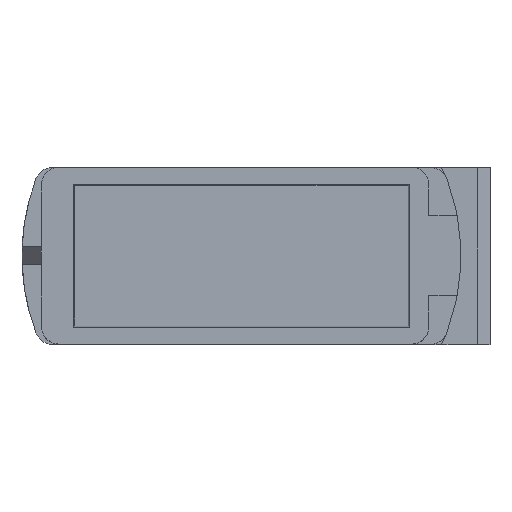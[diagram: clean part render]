
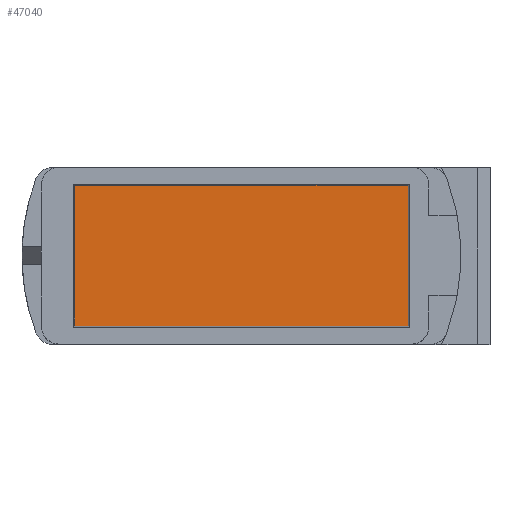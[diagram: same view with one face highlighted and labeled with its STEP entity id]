
A CAD part, top view. The second image highlights one B-rep face of the part: STEP entity #47040.
In plain terms, the highlighted planar face has unit normal (0, 0, 1).
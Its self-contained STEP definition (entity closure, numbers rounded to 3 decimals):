
#18661=DIRECTION('',(0.,-1.,0.));
#18662=VECTOR('',#18661,7.95);
#18663=CARTESIAN_POINT('',(-9.425,3.975,7.15));
#18664=LINE('',#18663,#18662);
#18665=DIRECTION('',(-1.,0.,0.));
#18666=VECTOR('',#18665,18.85);
#18667=CARTESIAN_POINT('',(9.425,3.975,7.15));
#18668=LINE('',#18667,#18666);
#18669=DIRECTION('',(0.,-1.,0.));
#18670=VECTOR('',#18669,7.95);
#18671=CARTESIAN_POINT('',(9.425,3.975,7.15));
#18672=LINE('',#18671,#18670);
#18673=DIRECTION('',(-1.,0.,0.));
#18674=VECTOR('',#18673,18.85);
#18675=CARTESIAN_POINT('',(9.425,-3.975,7.15));
#18676=LINE('',#18675,#18674);
#18771=CARTESIAN_POINT('',(-9.425,3.975,7.15));
#18772=CARTESIAN_POINT('',(-9.425,-3.975,7.15));
#18773=VERTEX_POINT('',#18771);
#18774=VERTEX_POINT('',#18772);
#18775=CARTESIAN_POINT('',(9.425,3.975,7.15));
#18776=CARTESIAN_POINT('',(9.425,-3.975,7.15));
#18777=VERTEX_POINT('',#18775);
#18778=VERTEX_POINT('',#18776);
#47029=CARTESIAN_POINT('',(0.,0.,7.15));
#47030=DIRECTION('',(0.,0.,1.));
#47031=DIRECTION('',(-1.,0.,0.));
#47032=AXIS2_PLACEMENT_3D('',#47029,#47030,#47031);
#47033=PLANE('',#47032);
#47034=ORIENTED_EDGE('',*,*,#46995,.F.);
#47035=ORIENTED_EDGE('',*,*,#47011,.F.);
#47036=ORIENTED_EDGE('',*,*,#47022,.T.);
#47037=ORIENTED_EDGE('',*,*,#46980,.T.);
#47038=EDGE_LOOP('',(#47034,#47035,#47036,#47037));
#47039=FACE_OUTER_BOUND('',#47038,.F.);
#47040=ADVANCED_FACE('',(#47039),#47033,.T.);
#46980=EDGE_CURVE('',#18778,#18774,#18676,.T.);
#46995=EDGE_CURVE('',#18773,#18774,#18664,.T.);
#47011=EDGE_CURVE('',#18777,#18773,#18668,.T.);
#47022=EDGE_CURVE('',#18777,#18778,#18672,.T.);
